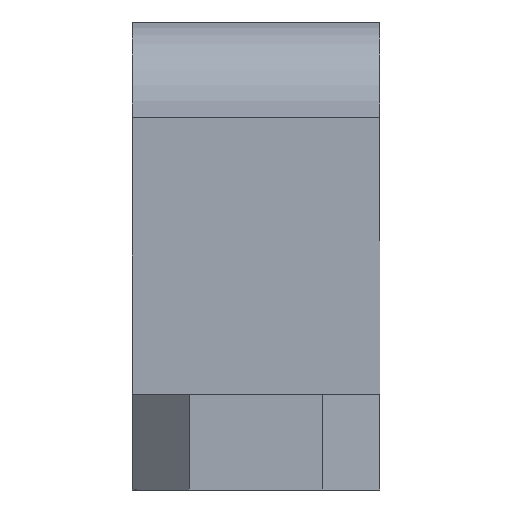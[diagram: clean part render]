
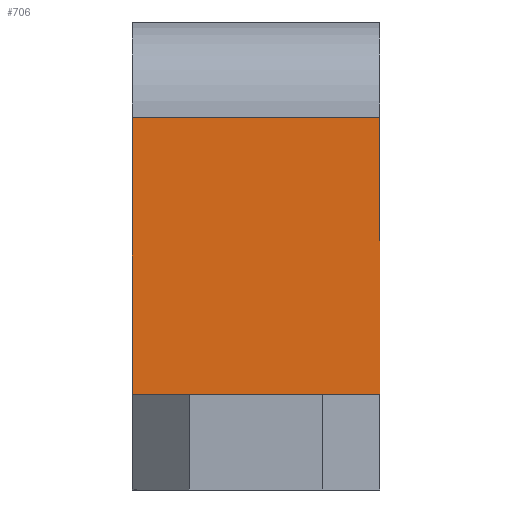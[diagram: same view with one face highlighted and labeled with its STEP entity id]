
A CAD part, front view. The second image highlights one B-rep face of the part: STEP entity #706.
In plain terms, the highlighted planar face has unit normal (0, -1, 0).
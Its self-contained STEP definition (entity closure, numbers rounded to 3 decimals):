
#28=PLANE('',#765);
#63=FACE_OUTER_BOUND('',#103,.T.);
#103=EDGE_LOOP('',(#520,#521,#522,#523,#524,#525));
#150=LINE('',#1019,#235);
#153=LINE('',#1029,#238);
#159=LINE('',#1044,#244);
#160=LINE('',#1046,#245);
#161=LINE('',#1048,#246);
#162=LINE('',#1049,#247);
#235=VECTOR('',#824,10.);
#238=VECTOR('',#833,10.);
#244=VECTOR('',#847,10.);
#245=VECTOR('',#848,10.);
#246=VECTOR('',#849,10.);
#247=VECTOR('',#850,10.);
#332=VERTEX_POINT('',#1012);
#335=VERTEX_POINT('',#1017);
#339=VERTEX_POINT('',#1027);
#344=VERTEX_POINT('',#1043);
#345=VERTEX_POINT('',#1045);
#346=VERTEX_POINT('',#1047);
#402=EDGE_CURVE('',#332,#335,#150,.T.);
#407=EDGE_CURVE('',#335,#339,#153,.T.);
#414=EDGE_CURVE('',#344,#339,#159,.T.);
#415=EDGE_CURVE('',#345,#344,#160,.T.);
#416=EDGE_CURVE('',#346,#345,#161,.T.);
#417=EDGE_CURVE('',#346,#332,#162,.T.);
#520=ORIENTED_EDGE('',*,*,#407,.T.);
#521=ORIENTED_EDGE('',*,*,#414,.F.);
#522=ORIENTED_EDGE('',*,*,#415,.F.);
#523=ORIENTED_EDGE('',*,*,#416,.F.);
#524=ORIENTED_EDGE('',*,*,#417,.T.);
#525=ORIENTED_EDGE('',*,*,#402,.T.);
#706=ADVANCED_FACE('',(#63),#28,.T.);
#765=AXIS2_PLACEMENT_3D('',#1042,#845,#846);
#824=DIRECTION('',(-1.,0.,0.));
#833=DIRECTION('',(0.,0.,1.));
#845=DIRECTION('center_axis',(0.,-1.,0.));
#846=DIRECTION('ref_axis',(1.,0.,0.));
#847=DIRECTION('',(1.,0.,0.));
#848=DIRECTION('',(0.,0.,1.));
#849=DIRECTION('',(-1.,0.,0.));
#850=DIRECTION('',(0.,0.,1.));
#1012=CARTESIAN_POINT('',(-247.234,13.046,21.95));
#1017=CARTESIAN_POINT('',(-247.234,13.046,21.95));
#1019=CARTESIAN_POINT('',(-253.7,13.046,21.95));
#1027=CARTESIAN_POINT('',(-247.234,13.046,28.4));
#1029=CARTESIAN_POINT('',(-247.234,13.046,21.9));
#1042=CARTESIAN_POINT('Origin',(-260.2,13.046,21.9));
#1043=CARTESIAN_POINT('',(-260.2,13.046,28.4));
#1044=CARTESIAN_POINT('',(-256.95,13.046,28.4));
#1045=CARTESIAN_POINT('',(-260.2,13.046,13.9));
#1046=CARTESIAN_POINT('',(-260.2,13.046,21.9));
#1047=CARTESIAN_POINT('',(-247.234,13.046,13.9));
#1048=CARTESIAN_POINT('',(-258.883,13.046,13.9));
#1049=CARTESIAN_POINT('',(-247.234,13.046,14.325));
